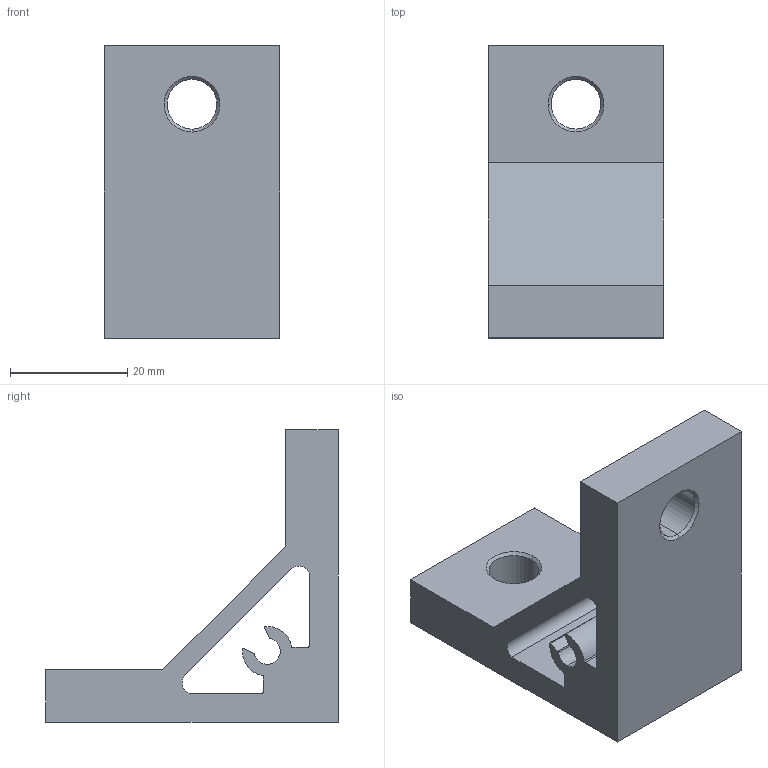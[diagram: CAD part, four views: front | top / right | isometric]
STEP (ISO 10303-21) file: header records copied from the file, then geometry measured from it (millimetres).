
FILE_DESCRIPTION (( 'STEP AP214' ), '1' );
FILE_NAME ('SNSD.30.52.69. Óãëîâîé ñîåäèíèòåëü 50õ50õ30, ïàç 10(A06).STEP', '2018-04-12T08:03:40', ( '' ), ( '' ), 'SwSTEP 2.0', 'SolidWorks 2017', '' );
FILE_SCHEMA (( 'AUTOMOTIVE_DESIGN' ));
Length unit declared in the file: millimetre
Products named in the file (1): SNSD.30.52.69. Óãëîâîé ñîåäèíèòåëü 50õ50õ30, ïàç 10(A06)
Bounding box: 30 x 50 x 50 mm (x, y, z)
Volume: 23715.2 mm3; surface area: 10233.5 mm2
Topology: 1 solids, 1 shells, 42 faces, 112 edges, 72 vertices
Faces by surface type: cylinder 18, plane 16, cone 8
Entity records: 1362 total; most frequent: DIRECTION 242, CARTESIAN_POINT 227, ORIENTED_EDGE 224, EDGE_CURVE 112, AXIS2_PLACEMENT_3D 87, VERTEX_POINT 72, VECTOR 68, LINE 68
